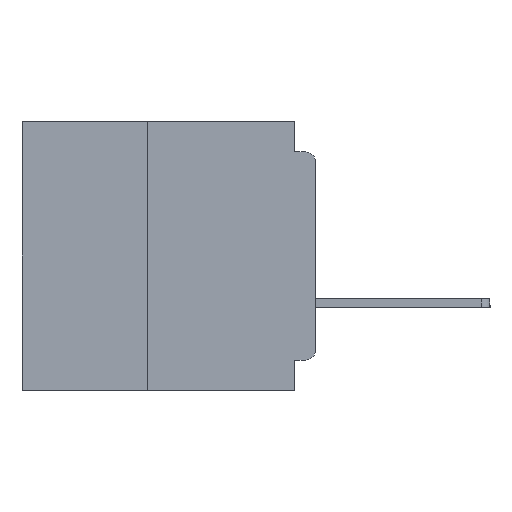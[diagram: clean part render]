
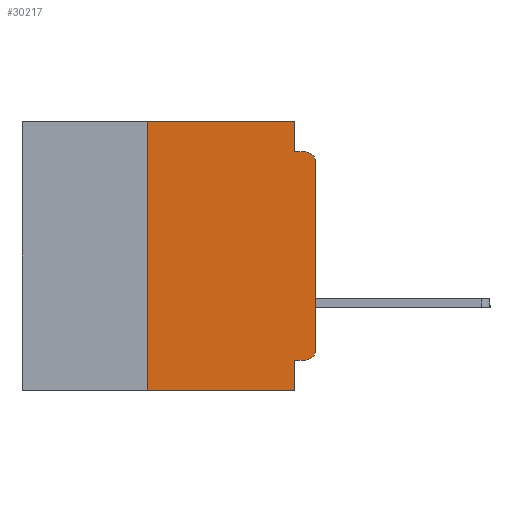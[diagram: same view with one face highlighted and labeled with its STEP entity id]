
A CAD part, left-side view. The second image highlights one B-rep face of the part: STEP entity #30217.
In plain terms, the highlighted planar face has unit normal (-1, 0, 0).
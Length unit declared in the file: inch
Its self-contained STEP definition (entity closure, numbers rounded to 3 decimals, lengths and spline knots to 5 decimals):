
#557 = CARTESIAN_POINT ( 'NONE',  ( 0., 0.25, -0.4 ) ) ;
#1007 = CARTESIAN_POINT ( 'NONE',  ( 0., 0., -0.34 ) ) ;
#1445 = ORIENTED_EDGE ( 'NONE', *, *, #35644, .T. ) ;
#1617 = VERTEX_POINT ( 'NONE', #42591 ) ;
#1949 = DIRECTION ( 'NONE',  ( 0., 0., -1. ) ) ;
#2687 = EDGE_CURVE ( 'NONE', #8043, #20030, #43970, .T. ) ;
#3019 = EDGE_CURVE ( 'NONE', #20302, #1617, #5001, .T. ) ;
#3337 = CARTESIAN_POINT ( 'NONE',  ( 0., 0.437, 0. ) ) ;
#4108 = CIRCLE ( 'NONE', #26202, 0.015 ) ;
#4289 = EDGE_CURVE ( 'NONE', #27488, #8043, #31186, .T. ) ;
#4482 = VECTOR ( 'NONE', #15699, 39.37008 ) ;
#5001 = LINE ( 'NONE', #37978, #30248 ) ;
#7911 = LINE ( 'NONE', #20133, #44130 ) ;
#8043 = VERTEX_POINT ( 'NONE', #28047 ) ;
#9045 = EDGE_CURVE ( 'NONE', #44222, #19685, #40058, .T. ) ;
#9376 = DIRECTION ( 'NONE',  ( 0., 0., -1. ) ) ;
#9547 = ORIENTED_EDGE ( 'NONE', *, *, #29142, .T. ) ;
#10242 = CARTESIAN_POINT ( 'NONE',  ( 0., 0.031, -0.4 ) ) ;
#10545 = CARTESIAN_POINT ( 'NONE',  ( 0., 0., -0.06 ) ) ;
#11581 = CARTESIAN_POINT ( 'NONE',  ( 0., 0.015, -0.06 ) ) ;
#12879 = VECTOR ( 'NONE', #33474, 39.37008 ) ;
#13257 = CIRCLE ( 'NONE', #33989, 0.015 ) ;
#13670 = VERTEX_POINT ( 'NONE', #25684 ) ;
#13691 = DIRECTION ( 'NONE',  ( 0., 0., -1. ) ) ;
#13730 = ORIENTED_EDGE ( 'NONE', *, *, #9045, .T. ) ;
#14990 = DIRECTION ( 'NONE',  ( 0., 0., -1. ) ) ;
#15345 = ORIENTED_EDGE ( 'NONE', *, *, #42363, .F. ) ;
#15699 = DIRECTION ( 'NONE',  ( 0., -1., 0. ) ) ;
#15826 = ORIENTED_EDGE ( 'NONE', *, *, #35963, .T. ) ;
#15857 = LINE ( 'NONE', #557, #23931 ) ;
#15913 = ORIENTED_EDGE ( 'NONE', *, *, #28818, .F. ) ;
#16608 = CARTESIAN_POINT ( 'NONE',  ( 0., 0.25, 0. ) ) ;
#17098 = DIRECTION ( 'NONE',  ( 0., 0., -1. ) ) ;
#17914 = VECTOR ( 'NONE', #9376, 39.37008 ) ;
#18899 = CARTESIAN_POINT ( 'NONE',  ( 0., 0.031, -0.045 ) ) ;
#18967 = CARTESIAN_POINT ( 'NONE',  ( 0., 0.25, -0.4 ) ) ;
#19424 = CARTESIAN_POINT ( 'NONE',  ( 0., 0.437, 0. ) ) ;
#19685 = VERTEX_POINT ( 'NONE', #10545 ) ;
#20010 = DIRECTION ( 'NONE',  ( 0., -1., 0. ) ) ;
#20030 = VERTEX_POINT ( 'NONE', #18899 ) ;
#20133 = CARTESIAN_POINT ( 'NONE',  ( 0., 0.437, -0.4 ) ) ;
#20302 = VERTEX_POINT ( 'NONE', #37221 ) ;
#22457 = DIRECTION ( 'NONE',  ( -1., 0., 0. ) ) ;
#22461 = CARTESIAN_POINT ( 'NONE',  ( 0., 0., -0.045 ) ) ;
#23931 = VECTOR ( 'NONE', #28034, 39.37008 ) ;
#23943 = ORIENTED_EDGE ( 'NONE', *, *, #30601, .F. ) ;
#23992 = VECTOR ( 'NONE', #20010, 39.37008 ) ;
#25684 = CARTESIAN_POINT ( 'NONE',  ( 0., 0.031, -0.4 ) ) ;
#25702 = VERTEX_POINT ( 'NONE', #36738 ) ;
#26140 = VECTOR ( 'NONE', #13691, 39.37008 ) ;
#26202 = AXIS2_PLACEMENT_3D ( 'NONE', #42777, #22457, #1949 ) ;
#27187 = PLANE ( 'NONE',  #44079 ) ;
#27189 = ORIENTED_EDGE ( 'NONE', *, *, #4289, .F. ) ;
#27488 = VERTEX_POINT ( 'NONE', #16608 ) ;
#28034 = DIRECTION ( 'NONE',  ( 0., 0., 1. ) ) ;
#28047 = CARTESIAN_POINT ( 'NONE',  ( 0., 0.031, 0. ) ) ;
#28818 = EDGE_CURVE ( 'NONE', #1617, #13670, #35207, .T. ) ;
#29113 = EDGE_LOOP ( 'NONE', ( #13730, #15826, #23943, #44088, #27189, #15345, #1445, #15913, #29386, #9547 ) ) ;
#29142 = EDGE_CURVE ( 'NONE', #20302, #44222, #4108, .T. ) ;
#29386 = ORIENTED_EDGE ( 'NONE', *, *, #3019, .F. ) ;
#30217 = ADVANCED_FACE ( 'NONE', ( #37674 ), #27187, .F. ) ;
#30248 = VECTOR ( 'NONE', #37400, 39.37008 ) ;
#30601 = EDGE_CURVE ( 'NONE', #20030, #25702, #41834, .T. ) ;
#31186 = LINE ( 'NONE', #19424, #23992 ) ;
#33474 = DIRECTION ( 'NONE',  ( 0., 0., 1. ) ) ;
#33989 = AXIS2_PLACEMENT_3D ( 'NONE', #11581, #35487, #14990 ) ;
#35207 = LINE ( 'NONE', #10242, #26140 ) ;
#35487 = DIRECTION ( 'NONE',  ( -1., 0., 0. ) ) ;
#35644 = EDGE_CURVE ( 'NONE', #39238, #13670, #7911, .T. ) ;
#35963 = EDGE_CURVE ( 'NONE', #19685, #25702, #13257, .T. ) ;
#36738 = CARTESIAN_POINT ( 'NONE',  ( 0., 0.015, -0.045 ) ) ;
#36846 = CARTESIAN_POINT ( 'NONE',  ( 0., 0., 0. ) ) ;
#37221 = CARTESIAN_POINT ( 'NONE',  ( 0., 0.015, -0.355 ) ) ;
#37400 = DIRECTION ( 'NONE',  ( 0., 1., 0. ) ) ;
#37535 = DIRECTION ( 'NONE',  ( 1., 0., 0. ) ) ;
#37674 = FACE_OUTER_BOUND ( 'NONE', #29113, .T. ) ;
#37978 = CARTESIAN_POINT ( 'NONE',  ( 0., 0., -0.355 ) ) ;
#37996 = CARTESIAN_POINT ( 'NONE',  ( 0., 0.031, 0. ) ) ;
#39238 = VERTEX_POINT ( 'NONE', #18967 ) ;
#40058 = LINE ( 'NONE', #36846, #12879 ) ;
#41834 = LINE ( 'NONE', #22461, #4482 ) ;
#42363 = EDGE_CURVE ( 'NONE', #39238, #27488, #15857, .T. ) ;
#42591 = CARTESIAN_POINT ( 'NONE',  ( 0., 0.031, -0.355 ) ) ;
#42777 = CARTESIAN_POINT ( 'NONE',  ( 0., 0.015, -0.34 ) ) ;
#43876 = DIRECTION ( 'NONE',  ( 0., -1., 0. ) ) ;
#43970 = LINE ( 'NONE', #37996, #17914 ) ;
#44079 = AXIS2_PLACEMENT_3D ( 'NONE', #3337, #37535, #17098 ) ;
#44088 = ORIENTED_EDGE ( 'NONE', *, *, #2687, .F. ) ;
#44130 = VECTOR ( 'NONE', #43876, 39.37008 ) ;
#44222 = VERTEX_POINT ( 'NONE', #1007 ) ;
